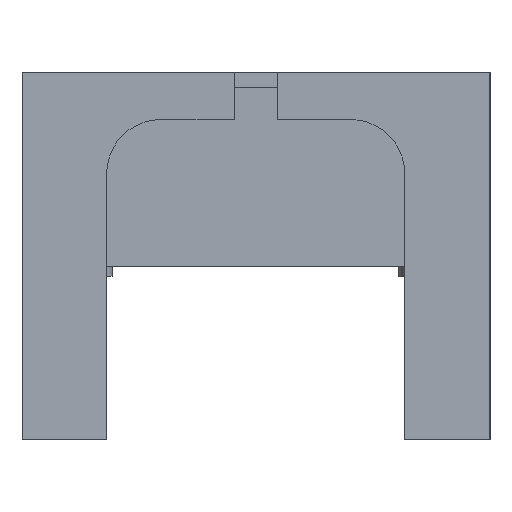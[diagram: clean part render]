
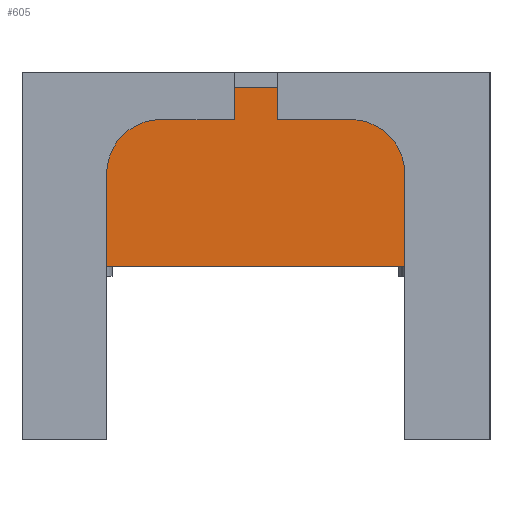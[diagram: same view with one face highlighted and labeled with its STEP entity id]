
A CAD part, left-side view. The second image highlights one B-rep face of the part: STEP entity #605.
In plain terms, the highlighted planar face has unit normal (-1, 0, 0).
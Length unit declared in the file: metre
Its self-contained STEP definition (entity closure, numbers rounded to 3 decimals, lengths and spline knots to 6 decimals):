
#605=ADVANCED_FACE('',(#1431),#1432,.T.);
#1431=FACE_OUTER_BOUND('',#2292,.T.);
#1432=PLANE('',#2293);
#2292=EDGE_LOOP('',(#5324,#5325,#5326,#5327));
#2293=AXIS2_PLACEMENT_3D('',#5328,#5329,#5330);
#5324=ORIENTED_EDGE('',*,*,#6258,.F.);
#5325=ORIENTED_EDGE('',*,*,#6353,.T.);
#5326=ORIENTED_EDGE('',*,*,#6623,.F.);
#5327=ORIENTED_EDGE('',*,*,#6317,.T.);
#5328=CARTESIAN_POINT('',(-0.013816,-0.010509,-0.00748));
#5329=DIRECTION('',(-1.0,-0.0,0.0));
#5330=DIRECTION('',(0.0,-1.0,0.));
#6258=EDGE_CURVE('',#7763,#7765,#7766,.T.);
#6317=EDGE_CURVE('',#7874,#7765,#7875,.T.);
#6353=EDGE_CURVE('',#7763,#7918,#7920,.F.);
#6623=EDGE_CURVE('',#7874,#7918,#8367,.T.);
#7763=VERTEX_POINT('',#9996);
#7765=VERTEX_POINT('',#9998);
#7766=LINE('',#9999,#10000);
#7874=VERTEX_POINT('',#10135);
#7875=LINE('',#10136,#10137);
#7918=VERTEX_POINT('',#10192);
#7920=LINE('',#10194,#10195);
#8367=LINE('',#10910,#10911);
#9996=CARTESIAN_POINT('',(-0.013816,0.011691,-0.01154));
#9998=CARTESIAN_POINT('',(-0.013816,0.011691,0.00496));
#9999=CARTESIAN_POINT('',(-0.013816,0.011691,-0.00748));
#10000=VECTOR('',#11980,1.0);
#10135=CARTESIAN_POINT('',(-0.013816,-0.020559,0.00496));
#10136=CARTESIAN_POINT('',(-0.013816,0.003417,0.00496));
#10137=VECTOR('',#12101,1.0);
#10192=CARTESIAN_POINT('',(-0.013816,-0.020559,-0.01154));
#10194=CARTESIAN_POINT('',(-0.013816,-0.009689,-0.01154));
#10195=VECTOR('',#12183,1.0);
#10910=CARTESIAN_POINT('',(-0.013816,-0.020559,-0.00748));
#10911=VECTOR('',#12455,1.0);
#11980=DIRECTION('',(0.0,0.,1.0));
#12101=DIRECTION('',(0.0,1.0,0.));
#12183=DIRECTION('',(0.0,1.0,0.));
#12455=DIRECTION('',(0.0,0.,-1.0));
